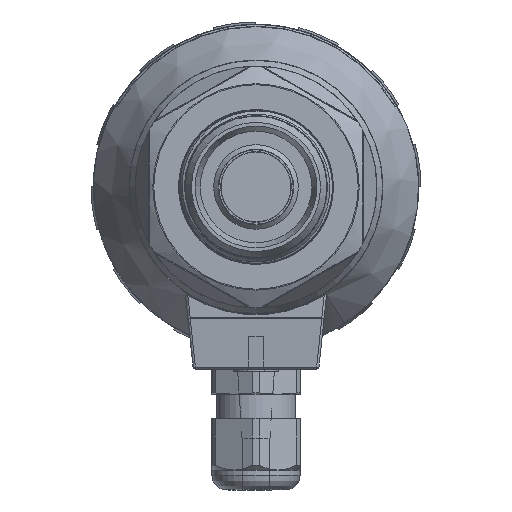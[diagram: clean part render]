
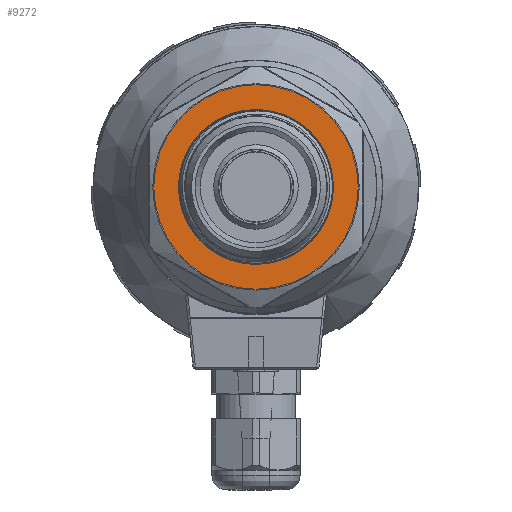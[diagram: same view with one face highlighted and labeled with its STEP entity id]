
A CAD part, front view. The second image highlights one B-rep face of the part: STEP entity #9272.
In plain terms, the highlighted planar face has unit normal (0, -1, 0).
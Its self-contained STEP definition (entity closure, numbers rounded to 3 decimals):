
#1195=PLANE('',#9732);
#1474=ORIENTED_EDGE('',*,*,#3260,.F.);
#1475=ORIENTED_EDGE('',*,*,#3258,.T.);
#3258=EDGE_CURVE('',#4142,#4142,#4716,.T.);
#3260=EDGE_CURVE('',#4144,#4144,#4718,.T.);
#4142=VERTEX_POINT('',#19252);
#4144=VERTEX_POINT('',#19257);
#4716=CIRCLE('',#9730,22.);
#4718=CIRCLE('',#9733,16.423);
#5058=EDGE_LOOP('',(#1474));
#5059=EDGE_LOOP('',(#1475));
#5613=FACE_BOUND('',#5058,.T.);
#5614=FACE_BOUND('',#5059,.T.);
#9272=ADVANCED_FACE('',(#5613,#5614),#1195,.F.);
#9730=AXIS2_PLACEMENT_3D('',#19251,#10568,#10569);
#9732=AXIS2_PLACEMENT_3D('',#19255,#10572,#10573);
#9733=AXIS2_PLACEMENT_3D('',#19256,#10574,#10575);
#10568=DIRECTION('',(0.,-1.,0.));
#10569=DIRECTION('',(0.,0.,-1.));
#10572=DIRECTION('',(0.,1.,0.));
#10573=DIRECTION('',(0.,0.,1.));
#10574=DIRECTION('',(0.,-1.,0.));
#10575=DIRECTION('',(0.,0.,-1.));
#19251=CARTESIAN_POINT('',(0.,23.2,0.));
#19252=CARTESIAN_POINT('',(0.,23.2,-22.));
#19255=CARTESIAN_POINT('',(0.,23.2,16.423));
#19256=CARTESIAN_POINT('',(0.,23.2,0.));
#19257=CARTESIAN_POINT('',(0.,23.2,-16.423));
